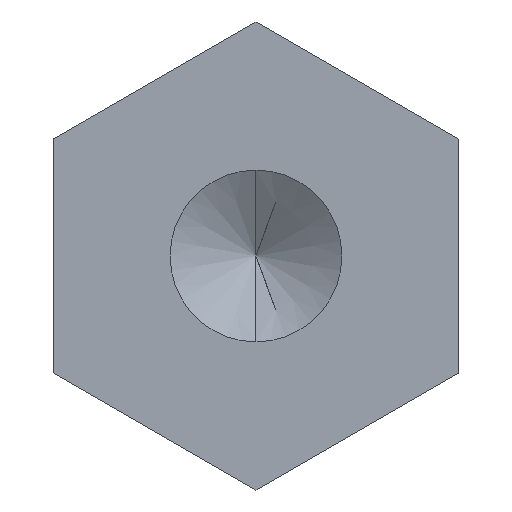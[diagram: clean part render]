
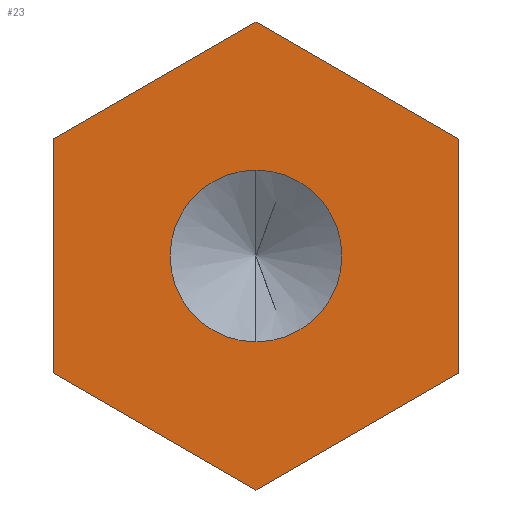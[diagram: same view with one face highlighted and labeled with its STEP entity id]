
A CAD part, left-side view. The second image highlights one B-rep face of the part: STEP entity #23.
In plain terms, the highlighted planar face has unit normal (-1, 0, 0).
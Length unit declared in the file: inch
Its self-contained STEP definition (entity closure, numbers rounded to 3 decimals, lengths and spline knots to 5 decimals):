
#8 = CARTESIAN_POINT ( 'NONE',  ( -3.5, -0.1875, -0.10825 ) ) ;
#10 = DIRECTION ( 'NONE',  ( 0., 0., -1. ) ) ;
#23 = ADVANCED_FACE ( 'NONE', ( #223, #507 ), #460, .F. ) ;
#37 = DIRECTION ( 'NONE',  ( 0., 0., 1. ) ) ;
#39 = AXIS2_PLACEMENT_3D ( 'NONE', #245, #408, #328 ) ;
#44 = CARTESIAN_POINT ( 'NONE',  ( -3.5, 0.1875, -0.10825 ) ) ;
#57 = VERTEX_POINT ( 'NONE', #313 ) ;
#60 = VERTEX_POINT ( 'NONE', #99 ) ;
#88 = CARTESIAN_POINT ( 'NONE',  ( -3.5, -0.1875, 0.10825 ) ) ;
#90 = CARTESIAN_POINT ( 'NONE',  ( -3.5, 0., 0.21651 ) ) ;
#92 = ORIENTED_EDGE ( 'NONE', *, *, #206, .F. ) ;
#95 = AXIS2_PLACEMENT_3D ( 'NONE', #271, #182, #496 ) ;
#99 = CARTESIAN_POINT ( 'NONE',  ( -3.5, 0., -0.21651 ) ) ;
#106 = ORIENTED_EDGE ( 'NONE', *, *, #355, .F. ) ;
#109 = VECTOR ( 'NONE', #488, 39.37008 ) ;
#122 = CARTESIAN_POINT ( 'NONE',  ( -3.5, 0., 0. ) ) ;
#128 = CARTESIAN_POINT ( 'NONE',  ( -3.5, -0.1875, 0.10825 ) ) ;
#135 = CIRCLE ( 'NONE', #39, 0.0795 ) ;
#149 = EDGE_CURVE ( 'NONE', #249, #375, #160, .T. ) ;
#157 = EDGE_CURVE ( 'NONE', #167, #286, #359, .T. ) ;
#158 = DIRECTION ( 'NONE',  ( -1., 0., 0. ) ) ;
#160 = CIRCLE ( 'NONE', #330, 0.0795 ) ;
#161 = VECTOR ( 'NONE', #288, 39.37008 ) ;
#164 = VERTEX_POINT ( 'NONE', #514 ) ;
#167 = VERTEX_POINT ( 'NONE', #283 ) ;
#169 = DIRECTION ( 'NONE',  ( 0., 0.866, -0.5 ) ) ;
#182 = DIRECTION ( 'NONE',  ( 1., 0., 0. ) ) ;
#202 = CARTESIAN_POINT ( 'NONE',  ( -3.5, 0.1875, 0.10825 ) ) ;
#205 = LINE ( 'NONE', #485, #109 ) ;
#206 = EDGE_CURVE ( 'NONE', #164, #167, #241, .T. ) ;
#223 = FACE_BOUND ( 'NONE', #409, .T. ) ;
#226 = VECTOR ( 'NONE', #508, 39.37008 ) ;
#227 = EDGE_CURVE ( 'NONE', #356, #57, #296, .T. ) ;
#231 = ORIENTED_EDGE ( 'NONE', *, *, #227, .F. ) ;
#241 = LINE ( 'NONE', #44, #226 ) ;
#242 = ORIENTED_EDGE ( 'NONE', *, *, #287, .F. ) ;
#245 = CARTESIAN_POINT ( 'NONE',  ( -3.5, 0., 0. ) ) ;
#249 = VERTEX_POINT ( 'NONE', #368 ) ;
#253 = CARTESIAN_POINT ( 'NONE',  ( -3.5, 0., 0.21651 ) ) ;
#257 = LINE ( 'NONE', #90, #161 ) ;
#271 = CARTESIAN_POINT ( 'NONE',  ( -3.5, 0., 0. ) ) ;
#283 = CARTESIAN_POINT ( 'NONE',  ( -3.5, 0.1875, 0.10825 ) ) ;
#286 = VERTEX_POINT ( 'NONE', #253 ) ;
#287 = EDGE_CURVE ( 'NONE', #57, #60, #298, .T. ) ;
#288 = DIRECTION ( 'NONE',  ( 0., -0.866, -0.5 ) ) ;
#289 = ORIENTED_EDGE ( 'NONE', *, *, #157, .F. ) ;
#290 = VECTOR ( 'NONE', #10, 39.37008 ) ;
#296 = LINE ( 'NONE', #128, #290 ) ;
#298 = LINE ( 'NONE', #8, #429 ) ;
#310 = EDGE_CURVE ( 'NONE', #60, #164, #205, .T. ) ;
#313 = CARTESIAN_POINT ( 'NONE',  ( -3.5, -0.1875, -0.10825 ) ) ;
#322 = DIRECTION ( 'NONE',  ( 0., -0.866, 0.5 ) ) ;
#328 = DIRECTION ( 'NONE',  ( 0., 0., 1. ) ) ;
#330 = AXIS2_PLACEMENT_3D ( 'NONE', #122, #158, #37 ) ;
#355 = EDGE_CURVE ( 'NONE', #286, #356, #257, .T. ) ;
#356 = VERTEX_POINT ( 'NONE', #88 ) ;
#359 = LINE ( 'NONE', #202, #451 ) ;
#362 = EDGE_CURVE ( 'NONE', #375, #249, #135, .T. ) ;
#368 = CARTESIAN_POINT ( 'NONE',  ( -3.5, 0., 0.0795 ) ) ;
#375 = VERTEX_POINT ( 'NONE', #445 ) ;
#396 = ORIENTED_EDGE ( 'NONE', *, *, #310, .F. ) ;
#408 = DIRECTION ( 'NONE',  ( -1., 0., 0. ) ) ;
#409 = EDGE_LOOP ( 'NONE', ( #476, #456 ) ) ;
#429 = VECTOR ( 'NONE', #169, 39.37008 ) ;
#445 = CARTESIAN_POINT ( 'NONE',  ( -3.5, 0., -0.0795 ) ) ;
#451 = VECTOR ( 'NONE', #322, 39.37008 ) ;
#456 = ORIENTED_EDGE ( 'NONE', *, *, #362, .F. ) ;
#460 = PLANE ( 'NONE',  #95 ) ;
#476 = ORIENTED_EDGE ( 'NONE', *, *, #149, .F. ) ;
#484 = EDGE_LOOP ( 'NONE', ( #242, #231, #106, #289, #92, #396 ) ) ;
#485 = CARTESIAN_POINT ( 'NONE',  ( -3.5, 0., -0.21651 ) ) ;
#488 = DIRECTION ( 'NONE',  ( 0., 0.866, 0.5 ) ) ;
#496 = DIRECTION ( 'NONE',  ( 0., 0., -1. ) ) ;
#507 = FACE_OUTER_BOUND ( 'NONE', #484, .T. ) ;
#508 = DIRECTION ( 'NONE',  ( 0., 0., 1. ) ) ;
#514 = CARTESIAN_POINT ( 'NONE',  ( -3.5, 0.1875, -0.10825 ) ) ;
